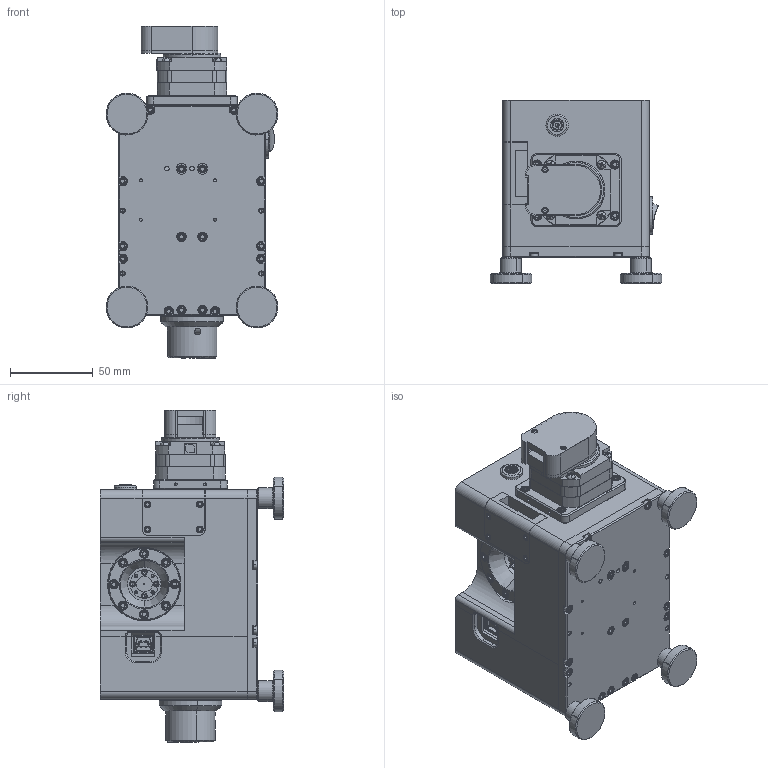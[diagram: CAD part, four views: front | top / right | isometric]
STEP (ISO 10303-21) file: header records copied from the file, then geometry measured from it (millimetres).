
FILE_DESCRIPTION (( 'STEP AP203' ), '1' );
FILE_NAME ('STA-40-04-S1.STEP', '2024-09-11T00:30:19', ( '' ), ( '' ), 'SwSTEP 2.0', 'SolidWorks 2021', '' );
FILE_SCHEMA (( 'CONFIG_CONTROL_DESIGN' ));
Products named in the file (1): STA-40-04-S1
Bounding box: 104.08 x 111.12 x 201.01 mm (x, y, z)
Volume: 469306.3 mm3; surface area: 209548 mm2
Topology: 63 solids, 67 shells, 3256 faces, 7833 edges, 4795 vertices
Faces by surface type: plane 1419, cylinder 938, cone 784, torus 76, bspline 33, sphere 6
Entity records: 99835 total; most frequent: CARTESIAN_POINT 23629, DIRECTION 16239, ORIENTED_EDGE 15452, EDGE_CURVE 7726, AXIS2_PLACEMENT_3D 5997, VERTEX_POINT 4793, VECTOR 4245, LINE 4245
